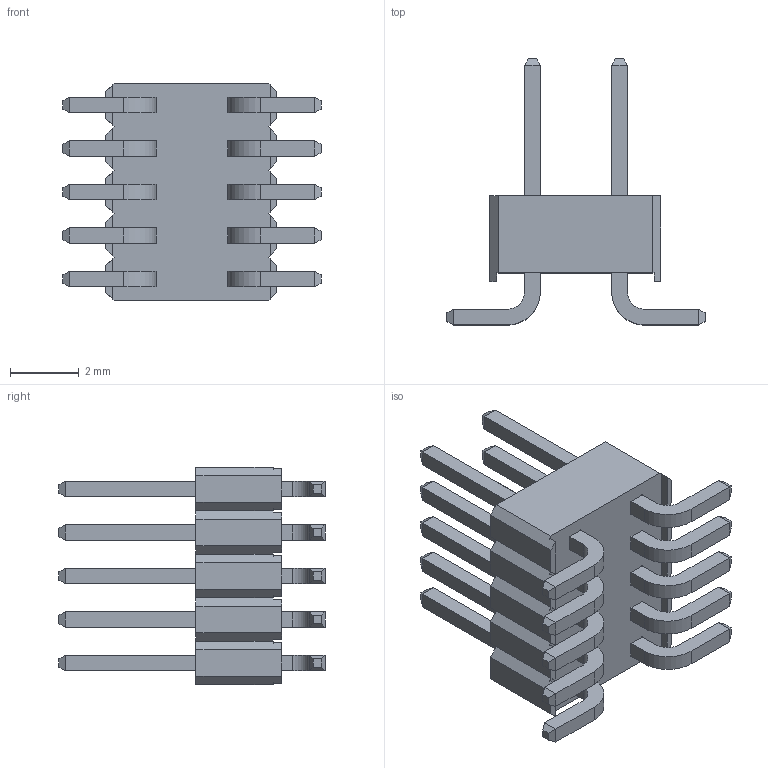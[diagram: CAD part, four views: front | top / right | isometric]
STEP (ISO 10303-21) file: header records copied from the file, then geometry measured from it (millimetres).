
FILE_DESCRIPTION(('STEP AP214'),'1');
FILE_NAME('26030.stp','2018-08-08T14:56:44',('TraceParts'),('TraceParts S.A.'),'Spatial InterOp 3D',' ',' ');
FILE_SCHEMA(('automotive_design'));
Length unit declared in the file: millimetre
Products named in the file (11): 26030_1; 26030_2; 26030_3; 26030_4; 26030_5; 26030_6; 26030_7; 26030_8; 26030_9; 26030_10; 26030_11
Bounding box: 7.54 x 7.77 x 6.35 mm (x, y, z)
Volume: 86 mm3; surface area: 338.4 mm2
Topology: 11 solids, 11 shells, 274 faces, 676 edges, 424 vertices
Faces by surface type: plane 254, cylinder 20
Entity records: 13726 total; most frequent: CARTESIAN_POINT 1385, ORIENTED_EDGE 1352, DIRECTION 1286, STYLED_ITEM 961, PRESENTATION_STYLE_ASSIGNMENT 961, COLOUR_RGB 961, EDGE_CURVE 676, CURVE_STYLE 676
